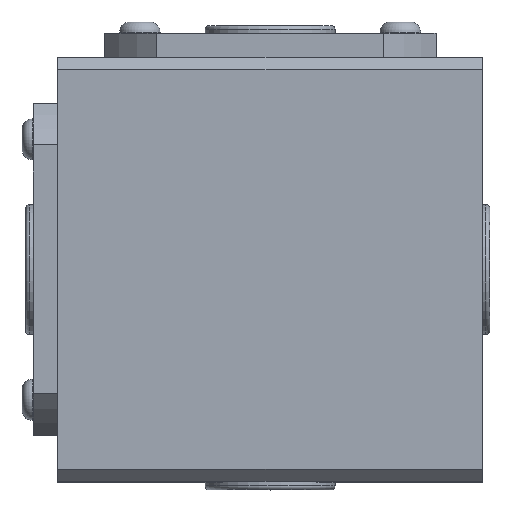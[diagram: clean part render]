
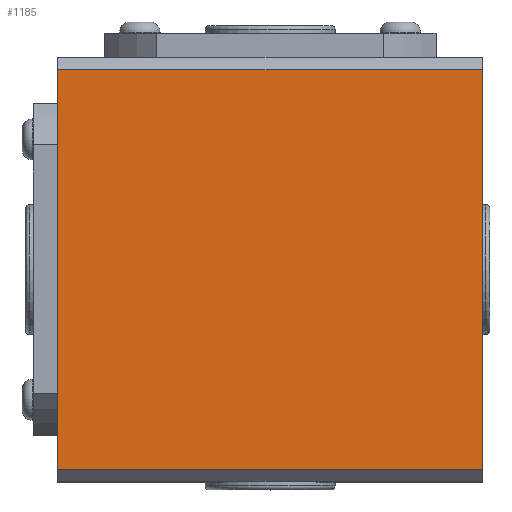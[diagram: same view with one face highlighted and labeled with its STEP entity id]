
A CAD part, top view. The second image highlights one B-rep face of the part: STEP entity #1185.
In plain terms, the highlighted planar face has unit normal (0, 0, 1).
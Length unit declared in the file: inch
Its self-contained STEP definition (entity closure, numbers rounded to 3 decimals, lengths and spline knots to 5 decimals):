
#1089=CARTESIAN_POINT('',(1.628,1.534,4.126));
#1090=VERTEX_POINT('',#1089);
#1097=CARTESIAN_POINT('',(1.628,-1.534,4.126));
#1098=VERTEX_POINT('',#1097);
#1099=CARTESIAN_POINT('',(1.628,1.534,4.126));
#1100=DIRECTION('',(0.0,-1.0,0.0));
#1101=VECTOR('',#1100,3.068);
#1102=LINE('',#1099,#1101);
#1103=EDGE_CURVE('',#1090,#1098,#1102,.T.);
#1143=CARTESIAN_POINT('',(-1.628,-1.534,4.126));
#1144=VERTEX_POINT('',#1143);
#1153=CARTESIAN_POINT('',(1.628,-1.534,4.126));
#1154=DIRECTION('',(-1.0,0.0,0.0));
#1155=VECTOR('',#1154,3.256);
#1156=LINE('',#1153,#1155);
#1157=EDGE_CURVE('',#1098,#1144,#1156,.T.);
#1162=CARTESIAN_POINT('',(1.628,1.628,4.126));
#1163=DIRECTION('',(0.0,0.0,-1.0));
#1164=DIRECTION('',(-1.0,0.0,0.0));
#1165=AXIS2_PLACEMENT_3D('',#1162,#1163,#1164);
#1166=PLANE('',#1165);
#1167=ORIENTED_EDGE('',*,*,#1157,.F.);
#1168=ORIENTED_EDGE('',*,*,#1103,.F.);
#1169=CARTESIAN_POINT('',(-1.628,1.534,4.126));
#1170=VERTEX_POINT('',#1169);
#1171=CARTESIAN_POINT('',(-1.628,1.534,4.126));
#1172=DIRECTION('',(1.0,0.0,0.0));
#1173=VECTOR('',#1172,3.256);
#1174=LINE('',#1171,#1173);
#1175=EDGE_CURVE('',#1170,#1090,#1174,.T.);
#1176=ORIENTED_EDGE('',*,*,#1175,.F.);
#1177=CARTESIAN_POINT('',(-1.628,-1.534,4.126));
#1178=DIRECTION('',(0.0,1.0,0.0));
#1179=VECTOR('',#1178,3.068);
#1180=LINE('',#1177,#1179);
#1181=EDGE_CURVE('',#1144,#1170,#1180,.T.);
#1182=ORIENTED_EDGE('',*,*,#1181,.F.);
#1183=EDGE_LOOP('',(#1167,#1168,#1176,#1182));
#1184=FACE_OUTER_BOUND('',#1183,.T.);
#1185=ADVANCED_FACE('',(#1184),#1166,.F.);
